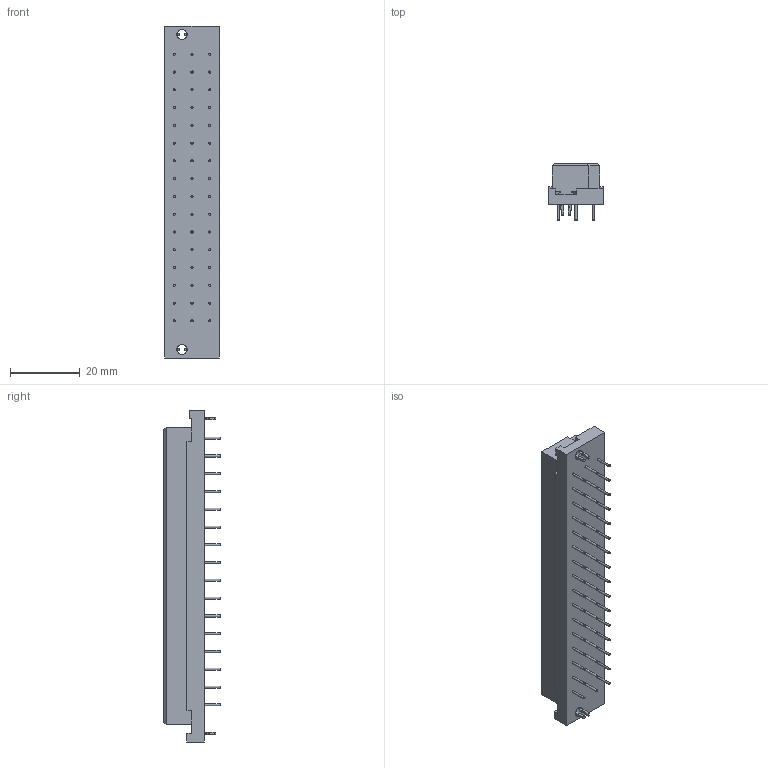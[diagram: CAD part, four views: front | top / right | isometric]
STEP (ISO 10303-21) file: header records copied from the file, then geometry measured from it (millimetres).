
FILE_DESCRIPTION(/* description */ (''),/* implementation_level */ '2;1');
FILE_NAME(/* name */ '100083144ugm000_b.stp',/* time_stamp */ '2015-09-02T07:35:25+02:00',/* author */ (''),/* organization */ (''),/* preprocessor_version */ 'ST-DEVELOPER v15',/* originating_system */ 'SIEMENS PLM Software NX 8.5',/* authorisation */ '');
FILE_SCHEMA (('AUTOMOTIVE_DESIGN { 1 0 10303 214 3 1 1 1 }'));
Length unit declared in the file: millimetre
Products named in the file (1): 100083144ugm000_b
Bounding box: 15.5 x 16.1 x 94.9 mm (x, y, z)
Volume: 14622.9 mm3; surface area: 5890.4 mm2
Topology: 5 solids, 5 shells, 468 faces, 1066 edges, 706 vertices
Faces by surface type: plane 398, cylinder 70
Full cylindrical faces by diameter (mm): 0.6 x48, 2.8 x2
Entity records: 15017 total; most frequent: CARTESIAN_POINT 2191, DIRECTION 2102, ORIENTED_EDGE 2032, EDGE_CURVE 1016, LINE 868, VECTOR 868, VERTEX_POINT 704, EDGE_LOOP 618
